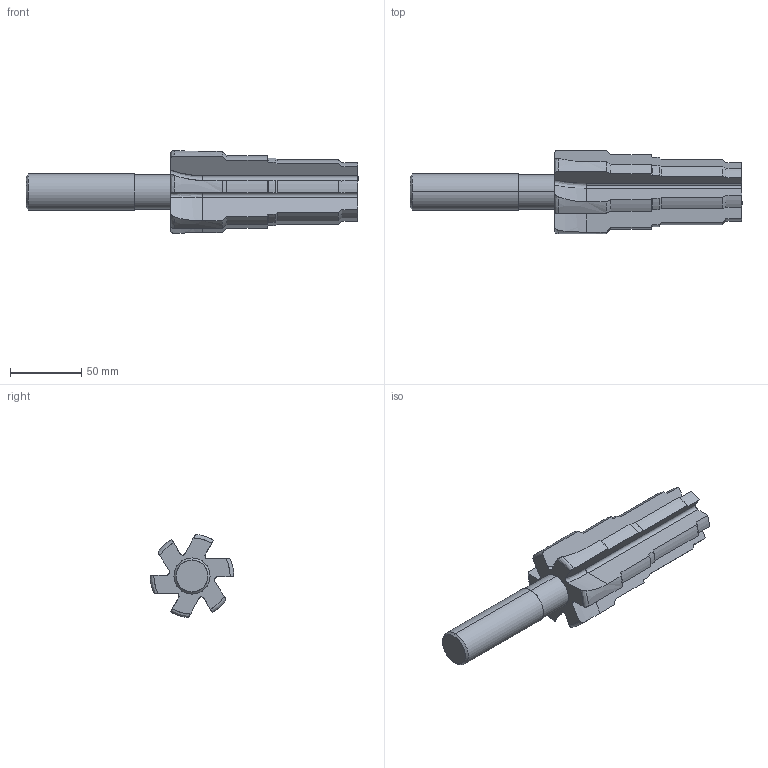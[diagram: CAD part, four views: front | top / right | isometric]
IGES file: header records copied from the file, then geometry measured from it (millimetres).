
Start section: SolidWorks IGES file using analytic representation for surfaces
Global section: file name: 995019002.IGS; native system: SolidWorks 2014; preprocessor: SolidWorks 2014; author: martinw; date: 150728.131524; units: inch
Bounding box: 233.43 x 58.72 x 58.34 mm (x, y, z)
Surface area: 42750.1 mm2 (no closed solid volume)
Topology: 0 solids, 0 shells, 113 faces, 1159 edges, 1159 vertices
Faces by surface type: revolution 79, bspline 34
